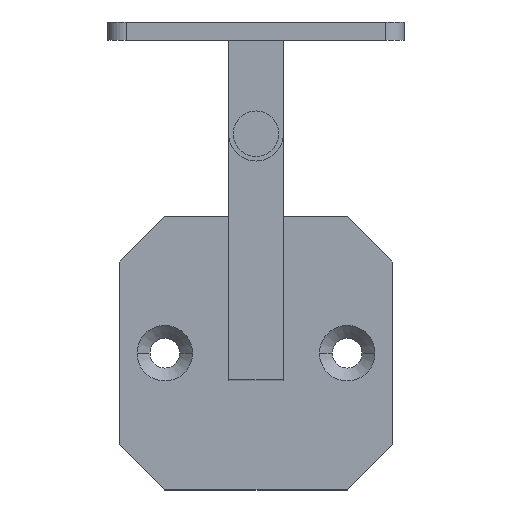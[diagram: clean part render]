
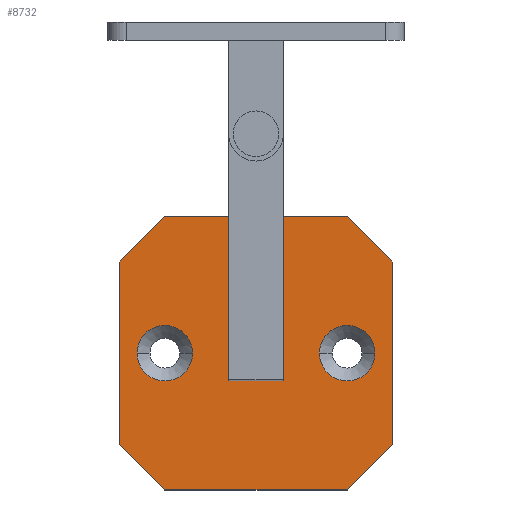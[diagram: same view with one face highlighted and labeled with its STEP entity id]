
A CAD part, top view. The second image highlights one B-rep face of the part: STEP entity #8732.
In plain terms, the highlighted planar face has unit normal (0, 0, 1).
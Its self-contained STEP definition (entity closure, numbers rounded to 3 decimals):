
#100 = ORIENTED_EDGE ( 'NONE', *, *, #20828, .F. ) ;
#156 = DIRECTION ( 'NONE',  ( 0.707, -0.707, 0. ) ) ;
#193 = CARTESIAN_POINT ( 'NONE',  ( -26.1, 0., 3. ) ) ;
#459 = DIRECTION ( 'NONE',  ( 0., -1., 0. ) ) ;
#470 = VERTEX_POINT ( 'NONE', #16550 ) ;
#493 = DIRECTION ( 'NONE',  ( 1., 0., 0. ) ) ;
#645 = ORIENTED_EDGE ( 'NONE', *, *, #20154, .T. ) ;
#663 = ORIENTED_EDGE ( 'NONE', *, *, #4897, .F. ) ;
#1291 = ORIENTED_EDGE ( 'NONE', *, *, #4709, .T. ) ;
#1321 = ORIENTED_EDGE ( 'NONE', *, *, #23495, .T. ) ;
#1426 = DIRECTION ( 'NONE',  ( -1., 0., 0. ) ) ;
#1589 = CARTESIAN_POINT ( 'NONE',  ( -5.95, -5.95, 3. ) ) ;
#1654 = DIRECTION ( 'NONE',  ( 1., 0., 0. ) ) ;
#1656 = AXIS2_PLACEMENT_3D ( 'NONE', #5848, #13309, #19115 ) ;
#1751 = VECTOR ( 'NONE', #20379, 1000. ) ;
#2014 = LINE ( 'NONE', #23813, #10768 ) ;
#2301 = EDGE_CURVE ( 'NONE', #22633, #19987, #7262, .T. ) ;
#2606 = ORIENTED_EDGE ( 'NONE', *, *, #2301, .F. ) ;
#2789 = LINE ( 'NONE', #3707, #13921 ) ;
#3033 = ORIENTED_EDGE ( 'NONE', *, *, #8194, .T. ) ;
#3286 = AXIS2_PLACEMENT_3D ( 'NONE', #11698, #23091, #493 ) ;
#3297 = CARTESIAN_POINT ( 'NONE',  ( -30., -20., 3. ) ) ;
#3449 = VECTOR ( 'NONE', #19927, 1000. ) ;
#3518 = CARTESIAN_POINT ( 'NONE',  ( -20., 0., 3. ) ) ;
#3707 = CARTESIAN_POINT ( 'NONE',  ( -30., 30., 3. ) ) ;
#3746 = CARTESIAN_POINT ( 'NONE',  ( 25., -25., 3. ) ) ;
#3924 = LINE ( 'NONE', #3746, #12444 ) ;
#3944 = CIRCLE ( 'NONE', #22171, 6.1 ) ;
#4089 = CARTESIAN_POINT ( 'NONE',  ( -5.95, 5.95, 3. ) ) ;
#4459 = VERTEX_POINT ( 'NONE', #11926 ) ;
#4591 = DIRECTION ( 'NONE',  ( 1., 0., 0. ) ) ;
#4709 = EDGE_CURVE ( 'NONE', #20785, #9532, #2789, .T. ) ;
#4732 = FACE_OUTER_BOUND ( 'NONE', #23653, .T. ) ;
#4897 = EDGE_CURVE ( 'NONE', #17916, #14512, #3944, .T. ) ;
#4939 = AXIS2_PLACEMENT_3D ( 'NONE', #7755, #7672, #19050 ) ;
#5848 = CARTESIAN_POINT ( 'NONE',  ( 0., 0., 3. ) ) ;
#5936 = CARTESIAN_POINT ( 'NONE',  ( -30., 30., 3. ) ) ;
#6212 = EDGE_CURVE ( 'NONE', #14126, #8054, #18339, .T. ) ;
#6511 = ORIENTED_EDGE ( 'NONE', *, *, #17183, .F. ) ;
#6779 = DIRECTION ( 'NONE',  ( 1., 0., 0. ) ) ;
#7262 = CIRCLE ( 'NONE', #3286, 6.1 ) ;
#7672 = DIRECTION ( 'NONE',  ( 0., 0., 1. ) ) ;
#7713 = CARTESIAN_POINT ( 'NONE',  ( -20., 30., 3. ) ) ;
#7744 = ORIENTED_EDGE ( 'NONE', *, *, #20527, .T. ) ;
#7755 = CARTESIAN_POINT ( 'NONE',  ( 20., 0., 3. ) ) ;
#7988 = ORIENTED_EDGE ( 'NONE', *, *, #9985, .T. ) ;
#8054 = VERTEX_POINT ( 'NONE', #10501 ) ;
#8130 = CIRCLE ( 'NONE', #4939, 6.1 ) ;
#8166 = CARTESIAN_POINT ( 'NONE',  ( 13.9, 0., 3. ) ) ;
#8194 = EDGE_CURVE ( 'NONE', #21229, #11277, #14760, .T. ) ;
#8427 = CARTESIAN_POINT ( 'NONE',  ( -25., 25., 3. ) ) ;
#8493 = VECTOR ( 'NONE', #6779, 1000. ) ;
#8494 = CARTESIAN_POINT ( 'NONE',  ( 5.95, -5.95, 3. ) ) ;
#8675 = ORIENTED_EDGE ( 'NONE', *, *, #16864, .T. ) ;
#8732 = ADVANCED_FACE ( 'NONE', ( #12101, #16532, #21777, #4732 ), #20833, .T. ) ;
#9242 = DIRECTION ( 'NONE',  ( 0., 0., 1. ) ) ;
#9532 = VERTEX_POINT ( 'NONE', #7713 ) ;
#9985 = EDGE_CURVE ( 'NONE', #8054, #4459, #3924, .T. ) ;
#10202 = CARTESIAN_POINT ( 'NONE',  ( -13.9, 0., 3. ) ) ;
#10218 = LINE ( 'NONE', #18435, #1751 ) ;
#10277 = CARTESIAN_POINT ( 'NONE',  ( -30., 20., 3. ) ) ;
#10501 = CARTESIAN_POINT ( 'NONE',  ( 20., -30., 3. ) ) ;
#10768 = VECTOR ( 'NONE', #22423, 1000. ) ;
#10966 = EDGE_CURVE ( 'NONE', #11277, #22057, #14179, .T. ) ;
#11277 = VERTEX_POINT ( 'NONE', #15756 ) ;
#11436 = DIRECTION ( 'NONE',  ( 0.707, 0.707, 0. ) ) ;
#11698 = CARTESIAN_POINT ( 'NONE',  ( -20., 0., 3. ) ) ;
#11759 = EDGE_LOOP ( 'NONE', ( #100, #2606 ) ) ;
#11776 = CARTESIAN_POINT ( 'NONE',  ( 26.1, 0., 3. ) ) ;
#11926 = CARTESIAN_POINT ( 'NONE',  ( 30., -20., 3. ) ) ;
#11960 = ORIENTED_EDGE ( 'NONE', *, *, #16067, .T. ) ;
#12101 = FACE_BOUND ( 'NONE', #22212, .T. ) ;
#12422 = CARTESIAN_POINT ( 'NONE',  ( -5.95, 5.95, 3. ) ) ;
#12444 = VECTOR ( 'NONE', #11436, 1000. ) ;
#12627 = VERTEX_POINT ( 'NONE', #14594 ) ;
#13004 = VECTOR ( 'NONE', #19185, 1000. ) ;
#13309 = DIRECTION ( 'NONE',  ( 0., 0., 1. ) ) ;
#13310 = ORIENTED_EDGE ( 'NONE', *, *, #10966, .T. ) ;
#13408 = CARTESIAN_POINT ( 'NONE',  ( -25., -25., 3. ) ) ;
#13579 = ORIENTED_EDGE ( 'NONE', *, *, #23622, .F. ) ;
#13749 = VERTEX_POINT ( 'NONE', #3297 ) ;
#13921 = VECTOR ( 'NONE', #1426, 1000. ) ;
#14126 = VERTEX_POINT ( 'NONE', #21538 ) ;
#14179 = LINE ( 'NONE', #1589, #15665 ) ;
#14304 = VECTOR ( 'NONE', #459, 1000. ) ;
#14512 = VERTEX_POINT ( 'NONE', #8166 ) ;
#14594 = CARTESIAN_POINT ( 'NONE',  ( 30., 20., 3. ) ) ;
#14746 = VERTEX_POINT ( 'NONE', #10277 ) ;
#14760 = LINE ( 'NONE', #21231, #13004 ) ;
#14798 = EDGE_CURVE ( 'NONE', #22057, #19309, #18186, .T. ) ;
#14952 = ORIENTED_EDGE ( 'NONE', *, *, #14798, .T. ) ;
#15665 = VECTOR ( 'NONE', #24043, 1000. ) ;
#15743 = DIRECTION ( 'NONE',  ( -0.707, -0.707, 0. ) ) ;
#15756 = CARTESIAN_POINT ( 'NONE',  ( -5.95, -5.95, 3. ) ) ;
#15810 = VECTOR ( 'NONE', #24124, 1000. ) ;
#16067 = EDGE_CURVE ( 'NONE', #4459, #12627, #10218, .T. ) ;
#16479 = DIRECTION ( 'NONE',  ( 1., 0., 0. ) ) ;
#16532 = FACE_BOUND ( 'NONE', #11759, .T. ) ;
#16550 = CARTESIAN_POINT ( 'NONE',  ( 5.95, 5.95, 3. ) ) ;
#16864 = EDGE_CURVE ( 'NONE', #14746, #13749, #21637, .T. ) ;
#17183 = EDGE_CURVE ( 'NONE', #470, #19309, #19295, .T. ) ;
#17903 = CARTESIAN_POINT ( 'NONE',  ( 25., 25., 3. ) ) ;
#17916 = VERTEX_POINT ( 'NONE', #11776 ) ;
#18186 = LINE ( 'NONE', #12422, #8493 ) ;
#18215 = CARTESIAN_POINT ( 'NONE',  ( 6.083, 5.95, 3. ) ) ;
#18277 = DIRECTION ( 'NONE',  ( 0., 0., 1. ) ) ;
#18339 = LINE ( 'NONE', #23388, #22735 ) ;
#18435 = CARTESIAN_POINT ( 'NONE',  ( 30., 30., 3. ) ) ;
#18796 = EDGE_CURVE ( 'NONE', #12627, #20785, #23105, .T. ) ;
#18871 = CARTESIAN_POINT ( 'NONE',  ( 0., 5.95, 3. ) ) ;
#19050 = DIRECTION ( 'NONE',  ( 1., 0., 0. ) ) ;
#19115 = DIRECTION ( 'NONE',  ( 1., 0., 0. ) ) ;
#19185 = DIRECTION ( 'NONE',  ( -1., 0., 0. ) ) ;
#19295 = LINE ( 'NONE', #18215, #15810 ) ;
#19309 = VERTEX_POINT ( 'NONE', #18871 ) ;
#19546 = LINE ( 'NONE', #8427, #23363 ) ;
#19927 = DIRECTION ( 'NONE',  ( -0.707, 0.707, 0. ) ) ;
#19987 = VERTEX_POINT ( 'NONE', #10202 ) ;
#20154 = EDGE_CURVE ( 'NONE', #9532, #14746, #19546, .T. ) ;
#20306 = CARTESIAN_POINT ( 'NONE',  ( 20., 0., 3. ) ) ;
#20379 = DIRECTION ( 'NONE',  ( 0., 1., 0. ) ) ;
#20527 = EDGE_CURVE ( 'NONE', #13749, #14126, #24257, .T. ) ;
#20785 = VERTEX_POINT ( 'NONE', #23695 ) ;
#20828 = EDGE_CURVE ( 'NONE', #19987, #22633, #21598, .T. ) ;
#20833 = PLANE ( 'NONE',  #1656 ) ;
#21229 = VERTEX_POINT ( 'NONE', #8494 ) ;
#21231 = CARTESIAN_POINT ( 'NONE',  ( 5.95, -5.95, 3. ) ) ;
#21299 = VECTOR ( 'NONE', #156, 1000. ) ;
#21538 = CARTESIAN_POINT ( 'NONE',  ( -20., -30., 3. ) ) ;
#21598 = CIRCLE ( 'NONE', #23160, 6.1 ) ;
#21637 = LINE ( 'NONE', #5936, #14304 ) ;
#21777 = FACE_BOUND ( 'NONE', #22009, .T. ) ;
#22009 = EDGE_LOOP ( 'NONE', ( #663, #13579 ) ) ;
#22040 = ORIENTED_EDGE ( 'NONE', *, *, #6212, .T. ) ;
#22057 = VERTEX_POINT ( 'NONE', #4089 ) ;
#22171 = AXIS2_PLACEMENT_3D ( 'NONE', #20306, #18277, #1654 ) ;
#22212 = EDGE_LOOP ( 'NONE', ( #1321, #3033, #13310, #14952, #6511 ) ) ;
#22423 = DIRECTION ( 'NONE',  ( 0., -1., 0. ) ) ;
#22633 = VERTEX_POINT ( 'NONE', #193 ) ;
#22735 = VECTOR ( 'NONE', #4591, 1000. ) ;
#22953 = ORIENTED_EDGE ( 'NONE', *, *, #18796, .T. ) ;
#23091 = DIRECTION ( 'NONE',  ( 0., 0., 1. ) ) ;
#23105 = LINE ( 'NONE', #17903, #3449 ) ;
#23160 = AXIS2_PLACEMENT_3D ( 'NONE', #3518, #9242, #16479 ) ;
#23363 = VECTOR ( 'NONE', #15743, 1000. ) ;
#23388 = CARTESIAN_POINT ( 'NONE',  ( -30., -30., 3. ) ) ;
#23495 = EDGE_CURVE ( 'NONE', #470, #21229, #2014, .T. ) ;
#23622 = EDGE_CURVE ( 'NONE', #14512, #17916, #8130, .T. ) ;
#23653 = EDGE_LOOP ( 'NONE', ( #22040, #7988, #11960, #22953, #1291, #645, #8675, #7744 ) ) ;
#23695 = CARTESIAN_POINT ( 'NONE',  ( 20., 30., 3. ) ) ;
#23813 = CARTESIAN_POINT ( 'NONE',  ( 5.95, 5.95, 3. ) ) ;
#24043 = DIRECTION ( 'NONE',  ( 0., 1., 0. ) ) ;
#24124 = DIRECTION ( 'NONE',  ( -1., 0., 0. ) ) ;
#24257 = LINE ( 'NONE', #13408, #21299 ) ;
